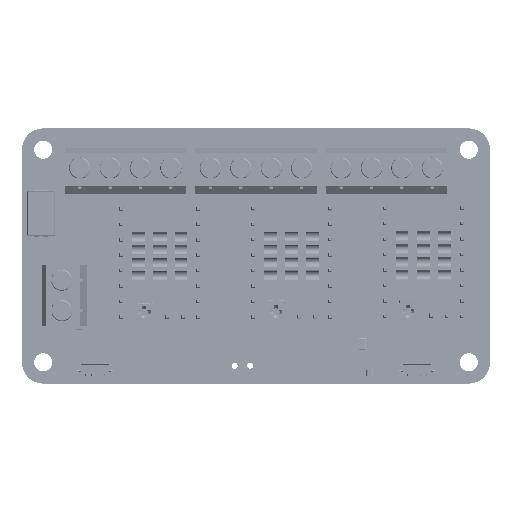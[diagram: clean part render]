
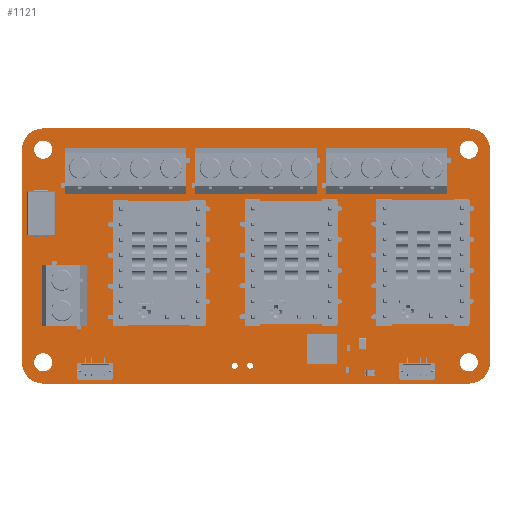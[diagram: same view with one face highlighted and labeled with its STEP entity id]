
A CAD part, top view. The second image highlights one B-rep face of the part: STEP entity #1121.
In plain terms, the highlighted planar face has unit normal (0, 0, 1).
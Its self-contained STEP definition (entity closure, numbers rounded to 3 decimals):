
#136 = VERTEX_POINT('',#137);
#137 = CARTESIAN_POINT('',(0.,3.5,1.595));
#143 = EDGE_CURVE('',#136,#144,#146,.T.);
#144 = VERTEX_POINT('',#145);
#145 = CARTESIAN_POINT('',(0.,38.5,1.595));
#146 = LINE('',#147,#148);
#147 = CARTESIAN_POINT('',(0.,3.5,1.595));
#148 = VECTOR('',#149,1.);
#149 = DIRECTION('',(0.,1.,0.));
#174 = EDGE_CURVE('',#144,#175,#177,.T.);
#175 = VERTEX_POINT('',#176);
#176 = CARTESIAN_POINT('',(3.5,42.,1.595));
#177 = CIRCLE('',#178,3.5);
#178 = AXIS2_PLACEMENT_3D('',#179,#180,#181);
#179 = CARTESIAN_POINT('',(3.5,38.5,1.595));
#180 = DIRECTION('',(0.,0.,-1.));
#181 = DIRECTION('',(-1.,0.,-0.));
#207 = EDGE_CURVE('',#175,#208,#210,.T.);
#208 = VERTEX_POINT('',#209);
#209 = CARTESIAN_POINT('',(73.5,42.,1.595));
#210 = LINE('',#211,#212);
#211 = CARTESIAN_POINT('',(3.5,42.,1.595));
#212 = VECTOR('',#213,1.);
#213 = DIRECTION('',(1.,0.,0.));
#238 = EDGE_CURVE('',#208,#239,#241,.T.);
#239 = VERTEX_POINT('',#240);
#240 = CARTESIAN_POINT('',(77.,38.5,1.595));
#241 = CIRCLE('',#242,3.5);
#242 = AXIS2_PLACEMENT_3D('',#243,#244,#245);
#243 = CARTESIAN_POINT('',(73.5,38.5,1.595));
#244 = DIRECTION('',(0.,0.,-1.));
#245 = DIRECTION('',(0.,1.,0.));
#271 = EDGE_CURVE('',#239,#272,#274,.T.);
#272 = VERTEX_POINT('',#273);
#273 = CARTESIAN_POINT('',(77.,3.5,1.595));
#274 = LINE('',#275,#276);
#275 = CARTESIAN_POINT('',(77.,38.5,1.595));
#276 = VECTOR('',#277,1.);
#277 = DIRECTION('',(0.,-1.,0.));
#302 = EDGE_CURVE('',#272,#303,#305,.T.);
#303 = VERTEX_POINT('',#304);
#304 = CARTESIAN_POINT('',(73.5,0.,1.595));
#305 = CIRCLE('',#306,3.5);
#306 = AXIS2_PLACEMENT_3D('',#307,#308,#309);
#307 = CARTESIAN_POINT('',(73.5,3.5,1.595));
#308 = DIRECTION('',(0.,0.,-1.));
#309 = DIRECTION('',(1.,0.,0.));
#335 = EDGE_CURVE('',#303,#336,#338,.T.);
#336 = VERTEX_POINT('',#337);
#337 = CARTESIAN_POINT('',(3.5,0.,1.595));
#338 = LINE('',#339,#340);
#339 = CARTESIAN_POINT('',(73.5,0.,1.595));
#340 = VECTOR('',#341,1.);
#341 = DIRECTION('',(-1.,0.,0.));
#366 = EDGE_CURVE('',#336,#136,#367,.T.);
#367 = CIRCLE('',#368,3.5);
#368 = AXIS2_PLACEMENT_3D('',#369,#370,#371);
#369 = CARTESIAN_POINT('',(3.5,3.5,1.595));
#370 = DIRECTION('',(0.,0.,-1.));
#371 = DIRECTION('',(0.,-1.,0.));
#392 = VERTEX_POINT('',#393);
#393 = CARTESIAN_POINT('',(5.,3.5,1.595));
#399 = EDGE_CURVE('',#392,#392,#400,.T.);
#400 = CIRCLE('',#401,1.5);
#401 = AXIS2_PLACEMENT_3D('',#402,#403,#404);
#402 = CARTESIAN_POINT('',(3.5,3.5,1.595));
#403 = DIRECTION('',(0.,0.,1.));
#404 = DIRECTION('',(1.,0.,-0.));
#425 = VERTEX_POINT('',#426);
#426 = CARTESIAN_POINT('',(7.2,12.,1.595));
#432 = EDGE_CURVE('',#425,#425,#433,.T.);
#433 = CIRCLE('',#434,0.65);
#434 = AXIS2_PLACEMENT_3D('',#435,#436,#437);
#435 = CARTESIAN_POINT('',(6.55,12.,1.595));
#436 = DIRECTION('',(0.,0.,1.));
#437 = DIRECTION('',(1.,0.,-0.));
#458 = VERTEX_POINT('',#459);
#459 = CARTESIAN_POINT('',(35.488,2.94,1.595));
#465 = EDGE_CURVE('',#458,#458,#466,.T.);
#466 = CIRCLE('',#467,0.508);
#467 = AXIS2_PLACEMENT_3D('',#468,#469,#470);
#468 = CARTESIAN_POINT('',(34.98,2.94,1.595));
#469 = DIRECTION('',(0.,0.,1.));
#470 = DIRECTION('',(1.,0.,-0.));
#491 = VERTEX_POINT('',#492);
#492 = CARTESIAN_POINT('',(7.2,17.,1.595));
#498 = EDGE_CURVE('',#491,#491,#499,.T.);
#499 = CIRCLE('',#500,0.65);
#500 = AXIS2_PLACEMENT_3D('',#501,#502,#503);
#501 = CARTESIAN_POINT('',(6.55,17.,1.595));
#502 = DIRECTION('',(0.,0.,1.));
#503 = DIRECTION('',(1.,0.,-0.));
#524 = VERTEX_POINT('',#525);
#525 = CARTESIAN_POINT('',(10.15,35.45,1.595));
#531 = EDGE_CURVE('',#524,#524,#532,.T.);
#532 = CIRCLE('',#533,0.65);
#533 = AXIS2_PLACEMENT_3D('',#534,#535,#536);
#534 = CARTESIAN_POINT('',(9.5,35.45,1.595));
#535 = DIRECTION('',(0.,0.,1.));
#536 = DIRECTION('',(1.,0.,-0.));
#557 = VERTEX_POINT('',#558);
#558 = CARTESIAN_POINT('',(15.15,35.45,1.595));
#564 = EDGE_CURVE('',#557,#557,#565,.T.);
#565 = CIRCLE('',#566,0.65);
#566 = AXIS2_PLACEMENT_3D('',#567,#568,#569);
#567 = CARTESIAN_POINT('',(14.5,35.45,1.595));
#568 = DIRECTION('',(0.,0.,1.));
#569 = DIRECTION('',(1.,0.,-0.));
#590 = VERTEX_POINT('',#591);
#591 = CARTESIAN_POINT('',(5.,38.5,1.595));
#597 = EDGE_CURVE('',#590,#590,#598,.T.);
#598 = CIRCLE('',#599,1.5);
#599 = AXIS2_PLACEMENT_3D('',#600,#601,#602);
#600 = CARTESIAN_POINT('',(3.5,38.5,1.595));
#601 = DIRECTION('',(0.,0.,1.));
#602 = DIRECTION('',(1.,0.,-0.));
#623 = VERTEX_POINT('',#624);
#624 = CARTESIAN_POINT('',(31.65,35.45,1.595));
#630 = EDGE_CURVE('',#623,#623,#631,.T.);
#631 = CIRCLE('',#632,0.65);
#632 = AXIS2_PLACEMENT_3D('',#633,#634,#635);
#633 = CARTESIAN_POINT('',(31.,35.45,1.595));
#634 = DIRECTION('',(0.,0.,1.));
#635 = DIRECTION('',(1.,0.,-0.));
#656 = VERTEX_POINT('',#657);
#657 = CARTESIAN_POINT('',(20.15,35.45,1.595));
#663 = EDGE_CURVE('',#656,#656,#664,.T.);
#664 = CIRCLE('',#665,0.65);
#665 = AXIS2_PLACEMENT_3D('',#666,#667,#668);
#666 = CARTESIAN_POINT('',(19.5,35.45,1.595));
#667 = DIRECTION('',(0.,0.,1.));
#668 = DIRECTION('',(1.,0.,-0.));
#689 = VERTEX_POINT('',#690);
#690 = CARTESIAN_POINT('',(25.15,35.45,1.595));
#696 = EDGE_CURVE('',#689,#689,#697,.T.);
#697 = CIRCLE('',#698,0.65);
#698 = AXIS2_PLACEMENT_3D('',#699,#700,#701);
#699 = CARTESIAN_POINT('',(24.5,35.45,1.595));
#700 = DIRECTION('',(0.,0.,1.));
#701 = DIRECTION('',(1.,0.,-0.));
#722 = VERTEX_POINT('',#723);
#723 = CARTESIAN_POINT('',(38.028,2.94,1.595));
#729 = EDGE_CURVE('',#722,#722,#730,.T.);
#730 = CIRCLE('',#731,0.508);
#731 = AXIS2_PLACEMENT_3D('',#732,#733,#734);
#732 = CARTESIAN_POINT('',(37.52,2.94,1.595));
#733 = DIRECTION('',(0.,0.,1.));
#734 = DIRECTION('',(1.,0.,-0.));
#755 = VERTEX_POINT('',#756);
#756 = CARTESIAN_POINT('',(36.65,35.45,1.595));
#762 = EDGE_CURVE('',#755,#755,#763,.T.);
#763 = CIRCLE('',#764,0.65);
#764 = AXIS2_PLACEMENT_3D('',#765,#766,#767);
#765 = CARTESIAN_POINT('',(36.,35.45,1.595));
#766 = DIRECTION('',(0.,0.,1.));
#767 = DIRECTION('',(1.,0.,-0.));
#788 = VERTEX_POINT('',#789);
#789 = CARTESIAN_POINT('',(75.,3.5,1.595));
#795 = EDGE_CURVE('',#788,#788,#796,.T.);
#796 = CIRCLE('',#797,1.5);
#797 = AXIS2_PLACEMENT_3D('',#798,#799,#800);
#798 = CARTESIAN_POINT('',(73.5,3.5,1.595));
#799 = DIRECTION('',(0.,0.,1.));
#800 = DIRECTION('',(1.,0.,-0.));
#821 = VERTEX_POINT('',#822);
#822 = CARTESIAN_POINT('',(41.65,35.45,1.595));
#828 = EDGE_CURVE('',#821,#821,#829,.T.);
#829 = CIRCLE('',#830,0.65);
#830 = AXIS2_PLACEMENT_3D('',#831,#832,#833);
#831 = CARTESIAN_POINT('',(41.,35.45,1.595));
#832 = DIRECTION('',(0.,0.,1.));
#833 = DIRECTION('',(1.,0.,-0.));
#854 = VERTEX_POINT('',#855);
#855 = CARTESIAN_POINT('',(46.65,35.45,1.595));
#861 = EDGE_CURVE('',#854,#854,#862,.T.);
#862 = CIRCLE('',#863,0.65);
#863 = AXIS2_PLACEMENT_3D('',#864,#865,#866);
#864 = CARTESIAN_POINT('',(46.,35.45,1.595));
#865 = DIRECTION('',(0.,0.,1.));
#866 = DIRECTION('',(1.,0.,-0.));
#887 = VERTEX_POINT('',#888);
#888 = CARTESIAN_POINT('',(58.15,35.45,1.595));
#894 = EDGE_CURVE('',#887,#887,#895,.T.);
#895 = CIRCLE('',#896,0.65);
#896 = AXIS2_PLACEMENT_3D('',#897,#898,#899);
#897 = CARTESIAN_POINT('',(57.5,35.45,1.595));
#898 = DIRECTION('',(0.,0.,1.));
#899 = DIRECTION('',(1.,0.,-0.));
#920 = VERTEX_POINT('',#921);
#921 = CARTESIAN_POINT('',(53.15,35.45,1.595));
#927 = EDGE_CURVE('',#920,#920,#928,.T.);
#928 = CIRCLE('',#929,0.65);
#929 = AXIS2_PLACEMENT_3D('',#930,#931,#932);
#930 = CARTESIAN_POINT('',(52.5,35.45,1.595));
#931 = DIRECTION('',(0.,0.,1.));
#932 = DIRECTION('',(1.,0.,-0.));
#953 = VERTEX_POINT('',#954);
#954 = CARTESIAN_POINT('',(63.15,35.45,1.595));
#960 = EDGE_CURVE('',#953,#953,#961,.T.);
#961 = CIRCLE('',#962,0.65);
#962 = AXIS2_PLACEMENT_3D('',#963,#964,#965);
#963 = CARTESIAN_POINT('',(62.5,35.45,1.595));
#964 = DIRECTION('',(0.,0.,1.));
#965 = DIRECTION('',(1.,0.,-0.));
#986 = VERTEX_POINT('',#987);
#987 = CARTESIAN_POINT('',(68.15,35.45,1.595));
#993 = EDGE_CURVE('',#986,#986,#994,.T.);
#994 = CIRCLE('',#995,0.65);
#995 = AXIS2_PLACEMENT_3D('',#996,#997,#998);
#996 = CARTESIAN_POINT('',(67.5,35.45,1.595));
#997 = DIRECTION('',(0.,0.,1.));
#998 = DIRECTION('',(1.,0.,-0.));
#1019 = VERTEX_POINT('',#1020);
#1020 = CARTESIAN_POINT('',(75.,38.5,1.595));
#1026 = EDGE_CURVE('',#1019,#1019,#1027,.T.);
#1027 = CIRCLE('',#1028,1.5);
#1028 = AXIS2_PLACEMENT_3D('',#1029,#1030,#1031);
#1029 = CARTESIAN_POINT('',(73.5,38.5,1.595));
#1030 = DIRECTION('',(0.,0.,1.));
#1031 = DIRECTION('',(1.,0.,-0.));
#1121 = ADVANCED_FACE('',(#1122,#1132,#1135,#1138,#1141,#1144,#1147,
    #1150,#1153,#1156,#1159,#1162,#1165,#1168,#1171,#1174,#1177,#1180,
    #1183,#1186,#1189),#1192,.F.);
#1122 = FACE_BOUND('',#1123,.F.);
#1123 = EDGE_LOOP('',(#1124,#1125,#1126,#1127,#1128,#1129,#1130,#1131));
#1124 = ORIENTED_EDGE('',*,*,#143,.T.);
#1125 = ORIENTED_EDGE('',*,*,#174,.T.);
#1126 = ORIENTED_EDGE('',*,*,#207,.T.);
#1127 = ORIENTED_EDGE('',*,*,#238,.T.);
#1128 = ORIENTED_EDGE('',*,*,#271,.T.);
#1129 = ORIENTED_EDGE('',*,*,#302,.T.);
#1130 = ORIENTED_EDGE('',*,*,#335,.T.);
#1131 = ORIENTED_EDGE('',*,*,#366,.T.);
#1132 = FACE_BOUND('',#1133,.F.);
#1133 = EDGE_LOOP('',(#1134));
#1134 = ORIENTED_EDGE('',*,*,#399,.T.);
#1135 = FACE_BOUND('',#1136,.F.);
#1136 = EDGE_LOOP('',(#1137));
#1137 = ORIENTED_EDGE('',*,*,#432,.T.);
#1138 = FACE_BOUND('',#1139,.F.);
#1139 = EDGE_LOOP('',(#1140));
#1140 = ORIENTED_EDGE('',*,*,#465,.T.);
#1141 = FACE_BOUND('',#1142,.F.);
#1142 = EDGE_LOOP('',(#1143));
#1143 = ORIENTED_EDGE('',*,*,#498,.T.);
#1144 = FACE_BOUND('',#1145,.F.);
#1145 = EDGE_LOOP('',(#1146));
#1146 = ORIENTED_EDGE('',*,*,#531,.T.);
#1147 = FACE_BOUND('',#1148,.F.);
#1148 = EDGE_LOOP('',(#1149));
#1149 = ORIENTED_EDGE('',*,*,#564,.T.);
#1150 = FACE_BOUND('',#1151,.F.);
#1151 = EDGE_LOOP('',(#1152));
#1152 = ORIENTED_EDGE('',*,*,#597,.T.);
#1153 = FACE_BOUND('',#1154,.F.);
#1154 = EDGE_LOOP('',(#1155));
#1155 = ORIENTED_EDGE('',*,*,#630,.T.);
#1156 = FACE_BOUND('',#1157,.F.);
#1157 = EDGE_LOOP('',(#1158));
#1158 = ORIENTED_EDGE('',*,*,#663,.T.);
#1159 = FACE_BOUND('',#1160,.F.);
#1160 = EDGE_LOOP('',(#1161));
#1161 = ORIENTED_EDGE('',*,*,#696,.T.);
#1162 = FACE_BOUND('',#1163,.F.);
#1163 = EDGE_LOOP('',(#1164));
#1164 = ORIENTED_EDGE('',*,*,#729,.T.);
#1165 = FACE_BOUND('',#1166,.F.);
#1166 = EDGE_LOOP('',(#1167));
#1167 = ORIENTED_EDGE('',*,*,#762,.T.);
#1168 = FACE_BOUND('',#1169,.F.);
#1169 = EDGE_LOOP('',(#1170));
#1170 = ORIENTED_EDGE('',*,*,#795,.T.);
#1171 = FACE_BOUND('',#1172,.F.);
#1172 = EDGE_LOOP('',(#1173));
#1173 = ORIENTED_EDGE('',*,*,#828,.T.);
#1174 = FACE_BOUND('',#1175,.F.);
#1175 = EDGE_LOOP('',(#1176));
#1176 = ORIENTED_EDGE('',*,*,#861,.T.);
#1177 = FACE_BOUND('',#1178,.F.);
#1178 = EDGE_LOOP('',(#1179));
#1179 = ORIENTED_EDGE('',*,*,#894,.T.);
#1180 = FACE_BOUND('',#1181,.F.);
#1181 = EDGE_LOOP('',(#1182));
#1182 = ORIENTED_EDGE('',*,*,#927,.T.);
#1183 = FACE_BOUND('',#1184,.F.);
#1184 = EDGE_LOOP('',(#1185));
#1185 = ORIENTED_EDGE('',*,*,#960,.T.);
#1186 = FACE_BOUND('',#1187,.F.);
#1187 = EDGE_LOOP('',(#1188));
#1188 = ORIENTED_EDGE('',*,*,#993,.T.);
#1189 = FACE_BOUND('',#1190,.F.);
#1190 = EDGE_LOOP('',(#1191));
#1191 = ORIENTED_EDGE('',*,*,#1026,.T.);
#1192 = PLANE('',#1193);
#1193 = AXIS2_PLACEMENT_3D('',#1194,#1195,#1196);
#1194 = CARTESIAN_POINT('',(38.5,21.,1.595));
#1195 = DIRECTION('',(-0.,-0.,-1.));
#1196 = DIRECTION('',(-1.,0.,0.));
